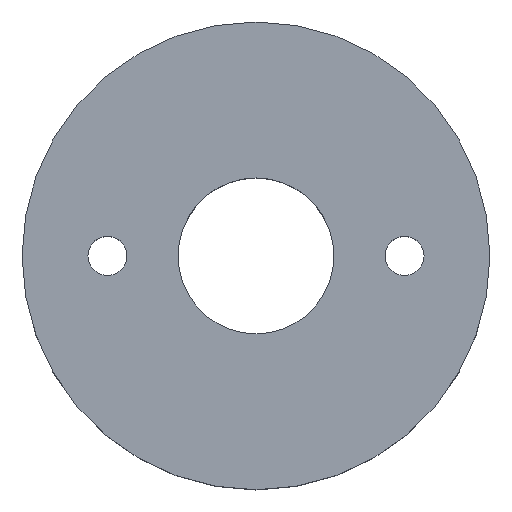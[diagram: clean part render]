
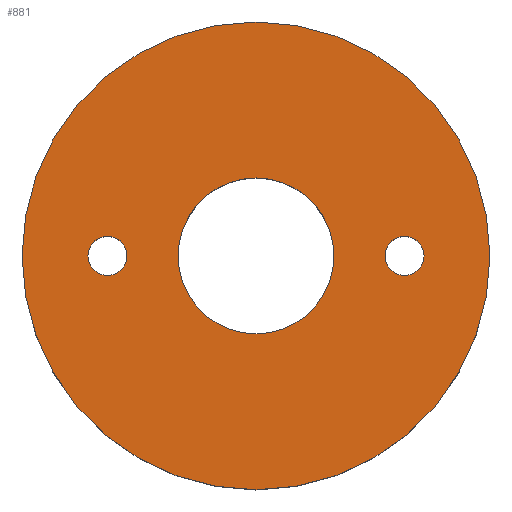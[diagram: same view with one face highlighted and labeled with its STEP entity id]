
A CAD part, top view. The second image highlights one B-rep face of the part: STEP entity #881.
In plain terms, the highlighted planar face has unit normal (0, 0, 1).
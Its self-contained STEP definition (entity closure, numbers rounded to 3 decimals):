
#3 = CARTESIAN_POINT ( 'NONE',  ( 0., 0., 8. ) ) ;
#11 = DIRECTION ( 'NONE',  ( 1., 0., 0. ) ) ;
#13 = CIRCLE ( 'NONE', #327, 1.25 ) ;
#14 = EDGE_CURVE ( 'NONE', #118, #72, #966, .T. ) ;
#27 = DIRECTION ( 'NONE',  ( 0., 0., 1. ) ) ;
#28 = CARTESIAN_POINT ( 'NONE',  ( 9.525, 0., 8. ) ) ;
#46 = DIRECTION ( 'NONE',  ( 0., 0., 1. ) ) ;
#72 = VERTEX_POINT ( 'NONE', #491 ) ;
#81 = ORIENTED_EDGE ( 'NONE', *, *, #829, .F. ) ;
#91 = CARTESIAN_POINT ( 'NONE',  ( -8.275, 0., 8. ) ) ;
#116 = AXIS2_PLACEMENT_3D ( 'NONE', #938, #446, #1210 ) ;
#118 = VERTEX_POINT ( 'NONE', #266 ) ;
#146 = CIRCLE ( 'NONE', #1189, 1.25 ) ;
#161 = AXIS2_PLACEMENT_3D ( 'NONE', #882, #196, #874 ) ;
#188 = FACE_BOUND ( 'NONE', #193, .T. ) ;
#193 = EDGE_LOOP ( 'NONE', ( #770, #257 ) ) ;
#196 = DIRECTION ( 'NONE',  ( 0., 0., 1. ) ) ;
#218 = FACE_OUTER_BOUND ( 'NONE', #911, .T. ) ;
#239 = DIRECTION ( 'NONE',  ( 1., 0., 0. ) ) ;
#243 = DIRECTION ( 'NONE',  ( 0., 0., 1. ) ) ;
#254 = EDGE_LOOP ( 'NONE', ( #648, #390 ) ) ;
#257 = ORIENTED_EDGE ( 'NONE', *, *, #332, .F. ) ;
#266 = CARTESIAN_POINT ( 'NONE',  ( -5., 0., 8. ) ) ;
#289 = CARTESIAN_POINT ( 'NONE',  ( -9.525, 0., 8. ) ) ;
#297 = VERTEX_POINT ( 'NONE', #1125 ) ;
#299 = VERTEX_POINT ( 'NONE', #1213 ) ;
#327 = AXIS2_PLACEMENT_3D ( 'NONE', #1195, #718, #239 ) ;
#328 = VERTEX_POINT ( 'NONE', #461 ) ;
#332 = EDGE_CURVE ( 'NONE', #299, #450, #1216, .T. ) ;
#356 = PLANE ( 'NONE',  #116 ) ;
#362 = CIRCLE ( 'NONE', #858, 15. ) ;
#381 = EDGE_CURVE ( 'NONE', #328, #480, #907, .T. ) ;
#390 = ORIENTED_EDGE ( 'NONE', *, *, #518, .F. ) ;
#446 = DIRECTION ( 'NONE',  ( 0., 0., 1. ) ) ;
#450 = VERTEX_POINT ( 'NONE', #91 ) ;
#461 = CARTESIAN_POINT ( 'NONE',  ( -15., 0., 8. ) ) ;
#473 = DIRECTION ( 'NONE',  ( 1., 0., 0. ) ) ;
#480 = VERTEX_POINT ( 'NONE', #1183 ) ;
#491 = CARTESIAN_POINT ( 'NONE',  ( 5., 0., 8. ) ) ;
#518 = EDGE_CURVE ( 'NONE', #696, #297, #146, .T. ) ;
#527 = ORIENTED_EDGE ( 'NONE', *, *, #14, .F. ) ;
#528 = DIRECTION ( 'NONE',  ( 1., 0., 0. ) ) ;
#546 = EDGE_LOOP ( 'NONE', ( #527, #81 ) ) ;
#585 = DIRECTION ( 'NONE',  ( 0., 0., 1. ) ) ;
#630 = FACE_BOUND ( 'NONE', #254, .T. ) ;
#637 = AXIS2_PLACEMENT_3D ( 'NONE', #732, #243, #528 ) ;
#642 = EDGE_CURVE ( 'NONE', #450, #299, #13, .T. ) ;
#648 = ORIENTED_EDGE ( 'NONE', *, *, #727, .F. ) ;
#664 = AXIS2_PLACEMENT_3D ( 'NONE', #28, #1188, #896 ) ;
#687 = DIRECTION ( 'NONE',  ( 0., 0., 1. ) ) ;
#693 = DIRECTION ( 'NONE',  ( 1., 0., 0. ) ) ;
#696 = VERTEX_POINT ( 'NONE', #1085 ) ;
#718 = DIRECTION ( 'NONE',  ( 0., 0., 1. ) ) ;
#727 = EDGE_CURVE ( 'NONE', #297, #696, #1164, .T. ) ;
#732 = CARTESIAN_POINT ( 'NONE',  ( 0., 0., 8. ) ) ;
#770 = ORIENTED_EDGE ( 'NONE', *, *, #642, .F. ) ;
#829 = EDGE_CURVE ( 'NONE', #72, #118, #1042, .T. ) ;
#858 = AXIS2_PLACEMENT_3D ( 'NONE', #996, #46, #906 ) ;
#874 = DIRECTION ( 'NONE',  ( 1., 0., 0. ) ) ;
#881 = ADVANCED_FACE ( 'NONE', ( #630, #188, #218, #1178 ), #356, .T. ) ;
#882 = CARTESIAN_POINT ( 'NONE',  ( 0., 0., 8. ) ) ;
#896 = DIRECTION ( 'NONE',  ( 1., 0., 0. ) ) ;
#906 = DIRECTION ( 'NONE',  ( 1., 0., 0. ) ) ;
#907 = CIRCLE ( 'NONE', #1002, 15. ) ;
#911 = EDGE_LOOP ( 'NONE', ( #983, #1096 ) ) ;
#938 = CARTESIAN_POINT ( 'NONE',  ( 0., 0., 8. ) ) ;
#966 = CIRCLE ( 'NONE', #161, 5. ) ;
#983 = ORIENTED_EDGE ( 'NONE', *, *, #381, .T. ) ;
#996 = CARTESIAN_POINT ( 'NONE',  ( 0., 0., 8. ) ) ;
#1002 = AXIS2_PLACEMENT_3D ( 'NONE', #3, #687, #473 ) ;
#1042 = CIRCLE ( 'NONE', #637, 5. ) ;
#1046 = EDGE_CURVE ( 'NONE', #480, #328, #362, .T. ) ;
#1085 = CARTESIAN_POINT ( 'NONE',  ( 8.275, 0., 8. ) ) ;
#1096 = ORIENTED_EDGE ( 'NONE', *, *, #1046, .T. ) ;
#1119 = AXIS2_PLACEMENT_3D ( 'NONE', #289, #585, #11 ) ;
#1125 = CARTESIAN_POINT ( 'NONE',  ( 10.775, 0., 8. ) ) ;
#1164 = CIRCLE ( 'NONE', #664, 1.25 ) ;
#1169 = CARTESIAN_POINT ( 'NONE',  ( 9.525, 0., 8. ) ) ;
#1178 = FACE_BOUND ( 'NONE', #546, .T. ) ;
#1183 = CARTESIAN_POINT ( 'NONE',  ( 15., 0., 8. ) ) ;
#1188 = DIRECTION ( 'NONE',  ( 0., 0., 1. ) ) ;
#1189 = AXIS2_PLACEMENT_3D ( 'NONE', #1169, #27, #693 ) ;
#1195 = CARTESIAN_POINT ( 'NONE',  ( -9.525, 0., 8. ) ) ;
#1210 = DIRECTION ( 'NONE',  ( 1., 0., 0. ) ) ;
#1213 = CARTESIAN_POINT ( 'NONE',  ( -10.775, 0., 8. ) ) ;
#1216 = CIRCLE ( 'NONE', #1119, 1.25 ) ;
